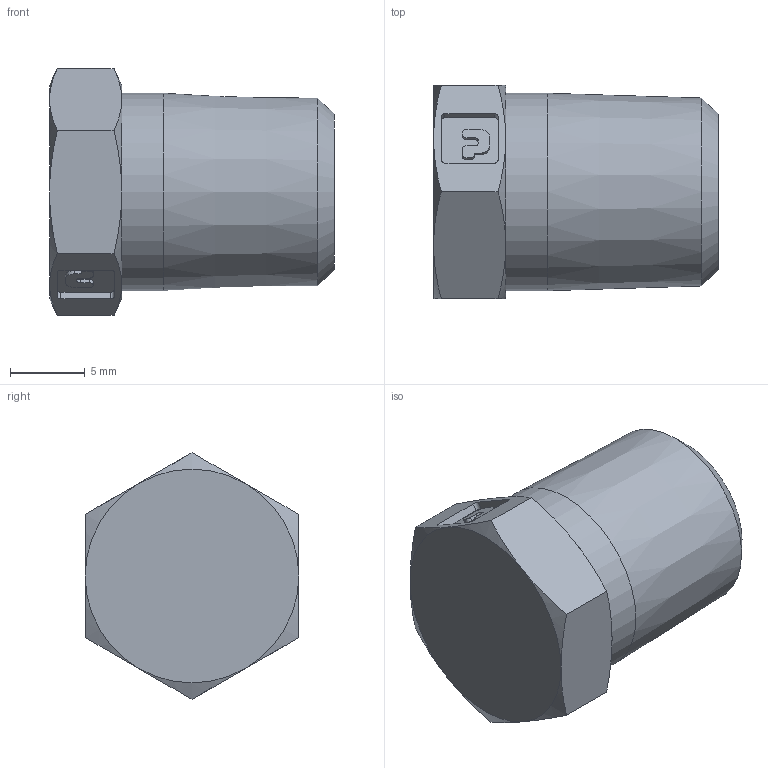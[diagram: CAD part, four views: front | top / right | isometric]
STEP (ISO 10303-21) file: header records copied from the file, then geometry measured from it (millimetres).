
FILE_DESCRIPTION(/* description */ ('Hex-Head Plug'),/* implementation_level */ '2;1');
FILE_NAME(/* name */ 'Pneumatics_HexNipple_216P-4.ipt.step',/* time_stamp */ '2015-01-02T19:27:37-08:00',/* author */ ('Autodesk Inc.'),/* organization */ ('Autodesk Inc.'),/* preprocessor_version */ 'ST-DEVELOPER v15.6',/* originating_system */ 'Autodesk Inventor 2015',/* authorisation */ '');
FILE_SCHEMA (('AUTOMOTIVE_DESIGN { 1 0 10303 214 3 1 1 }'));
Length unit declared in the file: inch
Products named in the file (1): Pneumatics_HexNipple_216P-4
Bounding box: 19.05 x 14.29 x 16.5 mm (x, y, z)
Volume: 2214 mm3; surface area: 1414.1 mm2
Topology: 1 solids, 1 shells, 85 faces, 221 edges, 143 vertices
Faces by surface type: plane 41, cylinder 28, cone 16
Full cylindrical faces by diameter (mm): 6.35 x1, 13.208 x1
Entity records: 2538 total; most frequent: CARTESIAN_POINT 484, DIRECTION 430, ORIENTED_EDGE 422, EDGE_CURVE 211, AXIS2_PLACEMENT_3D 157, VERTEX_POINT 139, LINE 116, VECTOR 116
